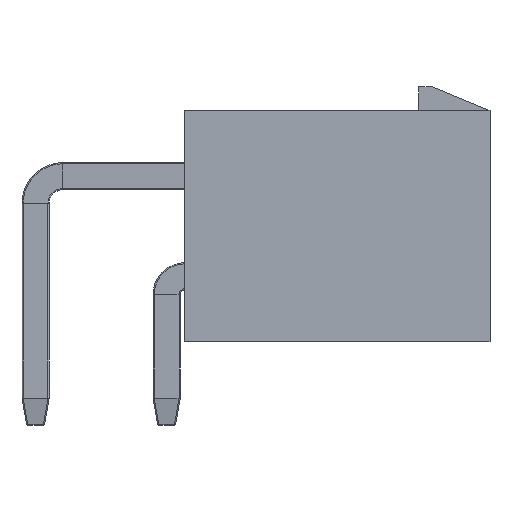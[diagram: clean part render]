
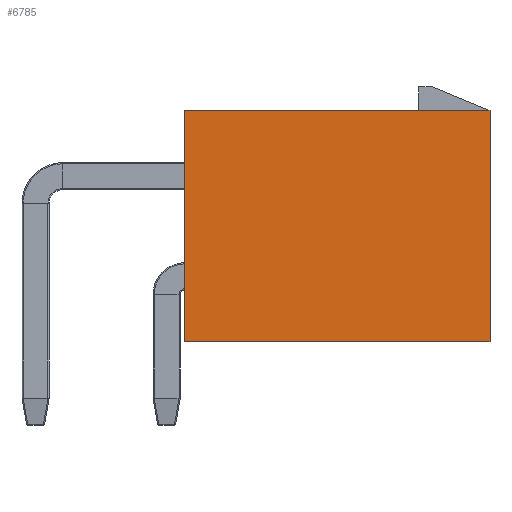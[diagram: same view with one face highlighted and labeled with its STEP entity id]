
A CAD part, left-side view. The second image highlights one B-rep face of the part: STEP entity #6785.
In plain terms, the highlighted planar face has unit normal (-1, 0, 0).
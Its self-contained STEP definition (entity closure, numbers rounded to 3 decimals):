
#505=FACE_OUTER_BOUND('',#916,.T.);
#916=EDGE_LOOP('',(#4389,#4390,#4391,#4392));
#1396=LINE('',#10131,#2085);
#1402=LINE('',#10142,#2091);
#1419=LINE('',#10209,#2108);
#1420=LINE('',#10210,#2109);
#2085=VECTOR('',#7860,1000.);
#2091=VECTOR('',#7870,1000.);
#2108=VECTOR('',#7921,1000.);
#2109=VECTOR('',#7922,1000.);
#2794=VERTEX_POINT('',#10128);
#2795=VERTEX_POINT('',#10130);
#2798=VERTEX_POINT('',#10140);
#2831=VERTEX_POINT('',#10208);
#3386=EDGE_CURVE('',#2794,#2795,#1396,.T.);
#3392=EDGE_CURVE('',#2794,#2798,#1402,.T.);
#3425=EDGE_CURVE('',#2798,#2831,#1419,.T.);
#3426=EDGE_CURVE('',#2795,#2831,#1420,.T.);
#4389=ORIENTED_EDGE('',*,*,#3425,.T.);
#4390=ORIENTED_EDGE('',*,*,#3426,.F.);
#4391=ORIENTED_EDGE('',*,*,#3386,.F.);
#4392=ORIENTED_EDGE('',*,*,#3392,.T.);
#6178=PLANE('',#7212);
#6785=ADVANCED_FACE('',(#505),#6178,.F.);
#7212=AXIS2_PLACEMENT_3D('',#10207,#7919,#7920);
#7860=DIRECTION('',(0.,-1.,0.));
#7870=DIRECTION('',(0.,0.,-1.));
#7919=DIRECTION('center_axis',(1.,0.,0.));
#7920=DIRECTION('ref_axis',(0.,0.,-1.));
#7921=DIRECTION('',(0.,-1.,0.));
#7922=DIRECTION('',(0.,0.,-1.));
#10128=CARTESIAN_POINT('',(-2.8,-0.77,9.7));
#10130=CARTESIAN_POINT('',(-2.8,-13.57,9.7));
#10131=CARTESIAN_POINT('',(-2.8,-13.57,9.7));
#10140=CARTESIAN_POINT('',(-2.8,-0.77,0.));
#10142=CARTESIAN_POINT('',(-2.8,-0.77,9.7));
#10207=CARTESIAN_POINT('Origin',(-2.8,-13.57,9.7));
#10208=CARTESIAN_POINT('',(-2.8,-13.57,0.));
#10209=CARTESIAN_POINT('',(-2.8,-13.57,0.));
#10210=CARTESIAN_POINT('',(-2.8,-13.57,9.7));
